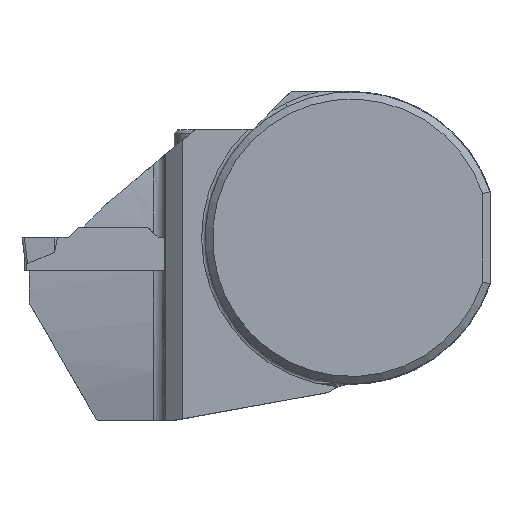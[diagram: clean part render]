
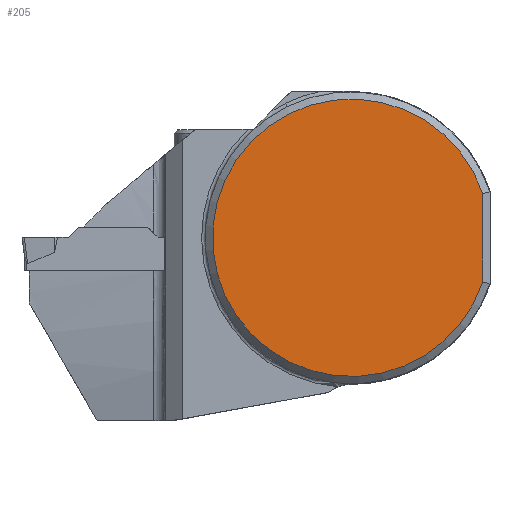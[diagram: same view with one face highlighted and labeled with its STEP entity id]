
A CAD part, top view. The second image highlights one B-rep face of the part: STEP entity #205.
In plain terms, the highlighted planar face has unit normal (0, 0, 1).
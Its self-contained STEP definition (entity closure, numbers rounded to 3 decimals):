
#153=PLANE('',#1583);
#205=ADVANCED_FACE('',(#297),#153,.F.);
#297=FACE_OUTER_BOUND('',#371,.T.);
#371=EDGE_LOOP('',(#773,#774));
#465=LINE('',#2223,#584);
#584=VECTOR('',#1782,1.);
#689=CIRCLE('',#1582,19.);
#773=ORIENTED_EDGE('',*,*,#1312,.F.);
#774=ORIENTED_EDGE('',*,*,#1313,.T.);
#1167=VERTEX_POINT('',#2224);
#1168=VERTEX_POINT('',#2225);
#1312=EDGE_CURVE('',#1167,#1168,#465,.T.);
#1313=EDGE_CURVE('',#1167,#1168,#689,.T.);
#1582=AXIS2_PLACEMENT_3D('',#2226,#1783,#1784);
#1583=AXIS2_PLACEMENT_3D('',#2227,#1785,#1786);
#1782=DIRECTION('',(0.,-1.,0.));
#1783=DIRECTION('',(0.,0.,1.));
#1784=DIRECTION('',(-1.,0.,0.));
#1785=DIRECTION('',(0.,0.,-1.));
#1786=DIRECTION('',(-1.,0.,0.));
#2223=CARTESIAN_POINT('',(18.,0.,0.325));
#2224=CARTESIAN_POINT('',(18.,6.083,0.325));
#2225=CARTESIAN_POINT('',(18.,-6.083,0.325));
#2226=CARTESIAN_POINT('',(0.,0.,0.325));
#2227=CARTESIAN_POINT('',(0.,0.,0.325));
